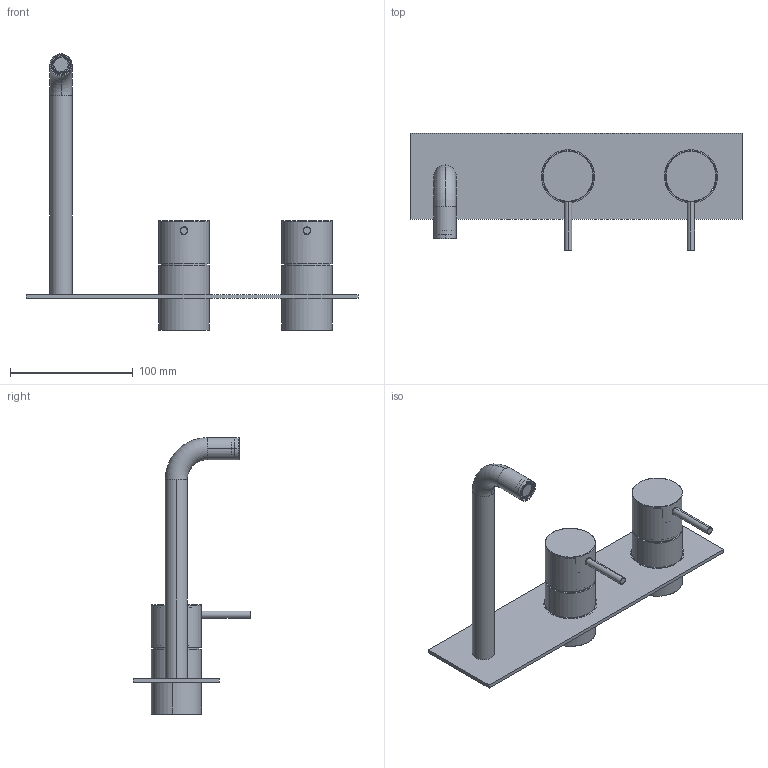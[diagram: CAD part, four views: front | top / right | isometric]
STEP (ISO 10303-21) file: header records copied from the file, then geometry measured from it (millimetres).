
FILE_DESCRIPTION (( 'STEP AP214' ), '1' );
FILE_NAME ('C35.0051 3D.STEP', '2023-01-19T11:02:29', ( '' ), ( '' ), 'SwSTEP 2.0', 'SolidWorks 2022', '' );
FILE_SCHEMA (( 'AUTOMOTIVE_DESIGN' ));
Length unit declared in the file: millimetre
Products named in the file (8): 0001-RD.ESPELHO_270x70x4MM_000000000000.STEP; 0196-13-BICA_PAREDE__18R25_T1.675.19.STEP; 0110.002.00.STEP; 0110.003.00.STEP; 011101102300; 0044.000.23.STEP; C35.0051.STEP; C35.0051 3D
Assembly tree (10 placements, depth 3):
  C35.0051 3D
    C35.0051.STEP
      0110.002.00.STEP  x2
      0110.003.00.STEP  x2
      0044.000.23.STEP  x2
      0196-13-BICA_PAREDE__18R25_T1.675.19.STEP
      0001-RD.ESPELHO_270x70x4MM_000000000000.STEP
    011101102300
Bounding box: 270 x 95.5 x 225 mm (x, y, z)
Volume: 150663.9 mm3; surface area: 115025 mm2
Topology: 9 solids, 9 shells, 391 faces, 990 edges, 637 vertices
Faces by surface type: plane 177, cylinder 148, cone 54, torus 12
Entity records: 8302 total; most frequent: CARTESIAN_POINT 1703, DIRECTION 1405, ORIENTED_EDGE 1266, EDGE_CURVE 633, AXIS2_PLACEMENT_3D 533, VERTEX_POINT 409, VECTOR 339, LINE 339
